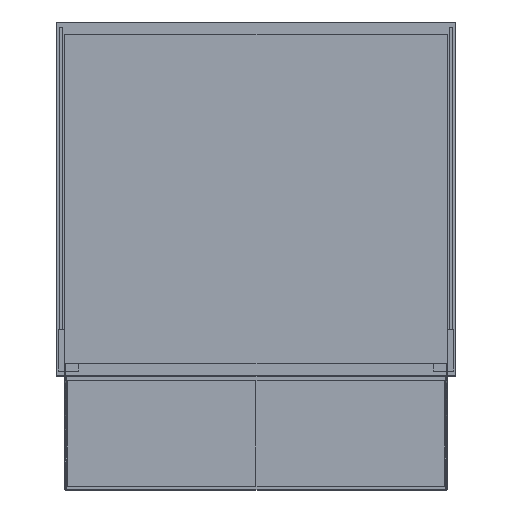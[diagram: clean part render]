
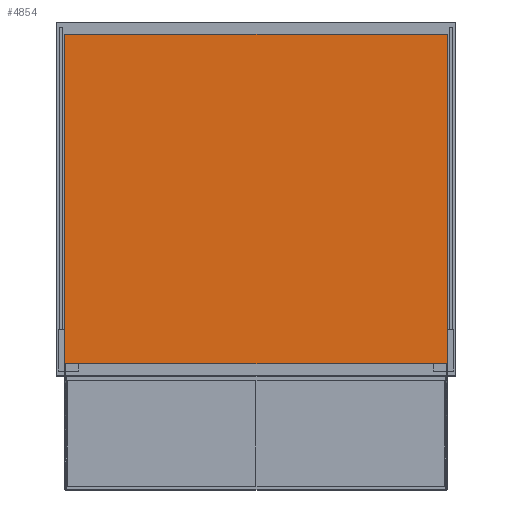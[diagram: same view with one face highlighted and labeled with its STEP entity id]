
A CAD part, front view. The second image highlights one B-rep face of the part: STEP entity #4854.
In plain terms, the highlighted planar face has unit normal (0, -1, 0).
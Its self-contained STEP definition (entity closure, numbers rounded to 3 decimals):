
#320 = PLANE ( 'NONE',  #1533 ) ;
#478 = FACE_OUTER_BOUND ( 'NONE', #1920, .T. ) ;
#933 = LINE ( 'NONE', #1845, #4007 ) ;
#1189 = DIRECTION ( 'NONE',  ( 0., 0., 1. ) ) ;
#1533 = AXIS2_PLACEMENT_3D ( 'NONE', #2793, #9843, #1189 ) ;
#1839 = ORIENTED_EDGE ( 'NONE', *, *, #7928, .F. ) ;
#1845 = CARTESIAN_POINT ( 'NONE',  ( 375., 0., -323. ) ) ;
#1881 = VECTOR ( 'NONE', #6594, 1000. ) ;
#1920 = EDGE_LOOP ( 'NONE', ( #10226, #5169, #7284, #1839 ) ) ;
#2556 = VERTEX_POINT ( 'NONE', #6044 ) ;
#2568 = CARTESIAN_POINT ( 'NONE',  ( 375., 0., 323. ) ) ;
#2793 = CARTESIAN_POINT ( 'NONE',  ( 0., 0., 0. ) ) ;
#3832 = EDGE_CURVE ( 'NONE', #10168, #7431, #933, .T. ) ;
#4007 = VECTOR ( 'NONE', #9794, 1000. ) ;
#4477 = VECTOR ( 'NONE', #7567, 1000. ) ;
#4587 = LINE ( 'NONE', #8311, #4477 ) ;
#4763 = LINE ( 'NONE', #10244, #5871 ) ;
#4854 = ADVANCED_FACE ( 'NONE', ( #478 ), #320, .F. ) ;
#5169 = ORIENTED_EDGE ( 'NONE', *, *, #9942, .F. ) ;
#5417 = VERTEX_POINT ( 'NONE', #5512 ) ;
#5512 = CARTESIAN_POINT ( 'NONE',  ( -375., 0., -323. ) ) ;
#5871 = VECTOR ( 'NONE', #8690, 1000. ) ;
#6044 = CARTESIAN_POINT ( 'NONE',  ( -375., 0., 323. ) ) ;
#6594 = DIRECTION ( 'NONE',  ( -1., 0., 0. ) ) ;
#7276 = EDGE_CURVE ( 'NONE', #5417, #2556, #4587, .T. ) ;
#7284 = ORIENTED_EDGE ( 'NONE', *, *, #7276, .F. ) ;
#7431 = VERTEX_POINT ( 'NONE', #8798 ) ;
#7567 = DIRECTION ( 'NONE',  ( 0., 0., 1. ) ) ;
#7928 = EDGE_CURVE ( 'NONE', #7431, #5417, #9286, .T. ) ;
#8311 = CARTESIAN_POINT ( 'NONE',  ( -375., 0., -323. ) ) ;
#8690 = DIRECTION ( 'NONE',  ( 1., 0., 0. ) ) ;
#8798 = CARTESIAN_POINT ( 'NONE',  ( 375., 0., -323. ) ) ;
#9286 = LINE ( 'NONE', #9782, #1881 ) ;
#9782 = CARTESIAN_POINT ( 'NONE',  ( -375., 0., -323. ) ) ;
#9794 = DIRECTION ( 'NONE',  ( 0., 0., -1. ) ) ;
#9843 = DIRECTION ( 'NONE',  ( 0., 1., 0. ) ) ;
#9942 = EDGE_CURVE ( 'NONE', #2556, #10168, #4763, .T. ) ;
#10168 = VERTEX_POINT ( 'NONE', #2568 ) ;
#10226 = ORIENTED_EDGE ( 'NONE', *, *, #3832, .F. ) ;
#10244 = CARTESIAN_POINT ( 'NONE',  ( -375., 0., 323. ) ) ;
